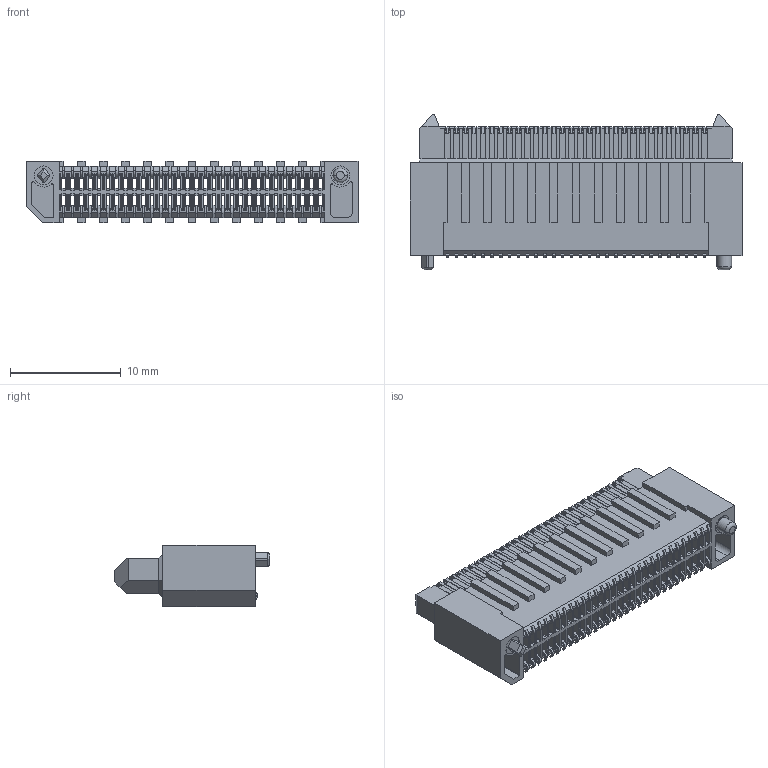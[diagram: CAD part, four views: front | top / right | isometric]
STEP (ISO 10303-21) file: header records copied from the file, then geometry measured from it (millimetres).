
FILE_DESCRIPTION((''),'2;1');
FILE_NAME('FBB08005-M40S3103K6MH90','2025-02-06T',('工程三'),(''),'PRO/ENGINEER BY PARAMETRIC TECHNOLOGY CORPORATION, 2010280','PRO/ENGINEER BY PARAMETRIC TECHNOLOGY CORPORATION, 2010280','');
FILE_SCHEMA(('CONFIG_CONTROL_DESIGN'));
Products named in the file (1): FBB08005-M40S3103K6MH90
Bounding box: 30 x 14.04 x 5.6 mm (x, y, z)
Volume: 1174.7 mm3; surface area: 4047.2 mm2
Topology: 1 solids, 1 shells, 2822 faces, 8671 edges, 5558 vertices
Faces by surface type: plane 2469, cylinder 351, torus 2
Entity records: 95225 total; most frequent: ORIENTED_EDGE 17342, CARTESIAN_POINT 17321, DIRECTION 14949, EDGE_CURVE 8671, VECTOR 7541, LINE 7541, VERTEX_POINT 5558, AXIS2_PLACEMENT_3D 3704
